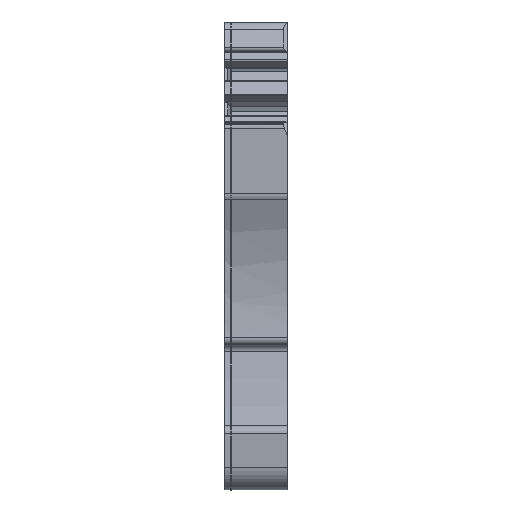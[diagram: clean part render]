
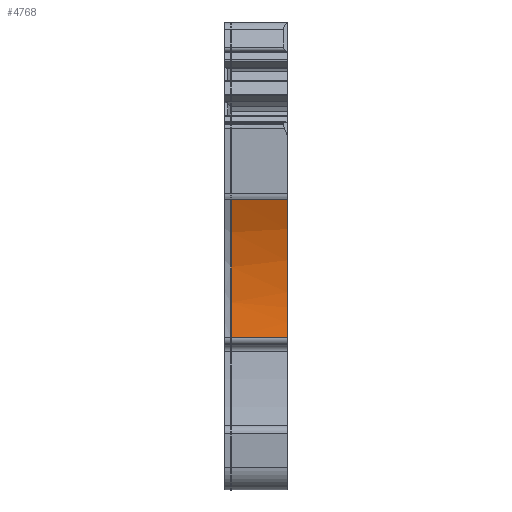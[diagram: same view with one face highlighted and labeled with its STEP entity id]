
A CAD part, front view. The second image highlights one B-rep face of the part: STEP entity #4768.
In plain terms, the highlighted cylindrical face has radius 20 mm (diameter 40 mm), a partial arc.
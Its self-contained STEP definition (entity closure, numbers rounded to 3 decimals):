
#916=AXIS2_PLACEMENT_3D('Circle Axis2P3D',#914,#915,$) ;
#4740=AXIS2_PLACEMENT_3D('Cylinder Axis2P3D',#4737,#4738,#4739) ;
#4744=AXIS2_PLACEMENT_3D('Circle Axis2P3D',#4742,#4743,$) ;
#4751=AXIS2_PLACEMENT_3D('Circle Axis2P3D',#4749,#4750,$) ;
#911=CARTESIAN_POINT('Vertex',(0.51,1.66,12.477)) ;
#914=CARTESIAN_POINT('Axis2P3D Location',(0.51,-18.104,15.54)) ;
#918=CARTESIAN_POINT('Vertex',(0.51,0.091,23.842)) ;
#4722=CARTESIAN_POINT('Vertex',(5.11,1.66,12.477)) ;
#4725=CARTESIAN_POINT('Line Origine',(2.56,1.66,12.477)) ;
#4737=CARTESIAN_POINT('Axis2P3D Location',(2.56,-18.104,15.54)) ;
#4742=CARTESIAN_POINT('Axis2P3D Location',(5.11,-18.104,15.54)) ;
#4746=CARTESIAN_POINT('Vertex',(5.11,1.885,16.2)) ;
#4749=CARTESIAN_POINT('Axis2P3D Location',(5.11,-18.104,15.54)) ;
#4753=CARTESIAN_POINT('Vertex',(5.11,0.091,23.842)) ;
#4756=CARTESIAN_POINT('Line Origine',(2.56,0.091,23.842)) ;
#915=DIRECTION('Axis2P3D Direction',(-1.,0.,0.)) ;
#4726=DIRECTION('Vector Direction',(-1.,0.,0.)) ;
#4738=DIRECTION('Axis2P3D Direction',(-1.,0.,0.)) ;
#4739=DIRECTION('Axis2P3D XDirection',(0.,0.91,0.415)) ;
#4743=DIRECTION('Axis2P3D Direction',(-1.,0.,0.)) ;
#4750=DIRECTION('Axis2P3D Direction',(-1.,0.,0.)) ;
#4757=DIRECTION('Vector Direction',(-1.,0.,0.)) ;
#4727=VECTOR('Line Direction',#4726,1.) ;
#4758=VECTOR('Line Direction',#4757,1.) ;
#4762=ORIENTED_EDGE('',*,*,#920,.T.) ;
#4763=ORIENTED_EDGE('',*,*,#4729,.F.) ;
#4764=ORIENTED_EDGE('',*,*,#4748,.T.) ;
#4765=ORIENTED_EDGE('',*,*,#4755,.T.) ;
#4766=ORIENTED_EDGE('',*,*,#4760,.T.) ;
#4768=ADVANCED_FACE('ZPE 2.5/4AN',(#4767),#4741,.F.) ;
#917=CIRCLE('generated circle',#916,20.) ;
#4745=CIRCLE('generated circle',#4744,20.) ;
#4752=CIRCLE('generated circle',#4751,20.) ;
#4741=CYLINDRICAL_SURFACE('generated cylinder',#4740,20.) ;
#920=EDGE_CURVE('',#919,#912,#917,.T.) ;
#4729=EDGE_CURVE('',#4723,#912,#4728,.T.) ;
#4748=EDGE_CURVE('',#4723,#4747,#4745,.F.) ;
#4755=EDGE_CURVE('',#4747,#4754,#4752,.F.) ;
#4760=EDGE_CURVE('',#4754,#919,#4759,.T.) ;
#4761=EDGE_LOOP('',(#4762,#4763,#4764,#4765,#4766)) ;
#4767=FACE_OUTER_BOUND('',#4761,.T.) ;
#4728=LINE('Line',#4725,#4727) ;
#4759=LINE('Line',#4756,#4758) ;
#912=VERTEX_POINT('',#911) ;
#919=VERTEX_POINT('',#918) ;
#4723=VERTEX_POINT('',#4722) ;
#4747=VERTEX_POINT('',#4746) ;
#4754=VERTEX_POINT('',#4753) ;
